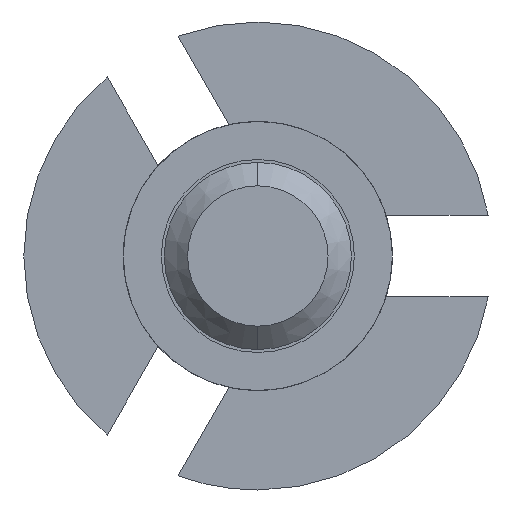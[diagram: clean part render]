
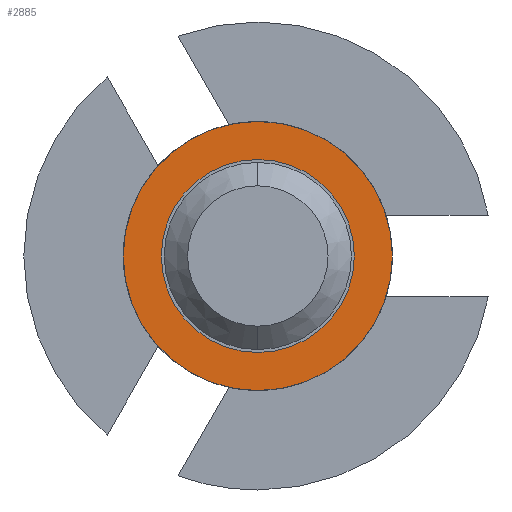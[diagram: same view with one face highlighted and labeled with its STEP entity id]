
A CAD part, front view. The second image highlights one B-rep face of the part: STEP entity #2885.
In plain terms, the highlighted planar face has unit normal (0, -1, 0).
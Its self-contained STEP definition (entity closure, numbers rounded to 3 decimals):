
#15 = DIRECTION ( 'NONE',  ( 0., 1., 0. ) ) ;
#75 = ORIENTED_EDGE ( 'NONE', *, *, #1512, .T. ) ;
#217 = DIRECTION ( 'NONE',  ( 0., 0., 1. ) ) ;
#275 = EDGE_LOOP ( 'NONE', ( #4042, #75 ) ) ;
#277 = CARTESIAN_POINT ( 'NONE',  ( 0., -1.5, 1.15 ) ) ;
#467 = VERTEX_POINT ( 'NONE', #4814 ) ;
#570 = ORIENTED_EDGE ( 'NONE', *, *, #3540, .F. ) ;
#579 = CIRCLE ( 'NONE', #4143, 1.15 ) ;
#636 = EDGE_CURVE ( 'Defeature ausgef�hrt1_8+Defeature ausgef�hrt1_14+Defeature ausgef�hrt1_14+Defeature ausgef�hrt1_14', #3813, #467, #4832, .T. ) ;
#664 = DIRECTION ( 'NONE',  ( 0., 1., 0. ) ) ;
#730 = CARTESIAN_POINT ( 'NONE',  ( 0., -1.5, 0. ) ) ;
#804 = DIRECTION ( 'NONE',  ( 0., 0., 1. ) ) ;
#1128 = FACE_BOUND ( 'NONE', #275, .T. ) ;
#1156 = PLANE ( 'NONE',  #1613 ) ;
#1433 = CARTESIAN_POINT ( 'NONE',  ( 0., -1.5, 0.825 ) ) ;
#1503 = DIRECTION ( 'NONE',  ( 0., 1., 0. ) ) ;
#1512 = EDGE_CURVE ( 'Defeature ausgef�hrt1_14+Defeature ausgef�hrt1_13+Defeature ausgef�hrt1_13+Defeature ausgef�hrt1_13', #1595, #2630, #3884, .T. ) ;
#1595 = VERTEX_POINT ( 'NONE', #2774 ) ;
#1613 = AXIS2_PLACEMENT_3D ( 'NONE', #5253, #15, #804 ) ;
#1620 = DIRECTION ( 'NONE',  ( 0., 0., 1. ) ) ;
#2140 = EDGE_LOOP ( 'NONE', ( #5161, #570 ) ) ;
#2146 = AXIS2_PLACEMENT_3D ( 'NONE', #3103, #1503, #1620 ) ;
#2328 = DIRECTION ( 'NONE',  ( 0., 0., 1. ) ) ;
#2353 = DIRECTION ( 'NONE',  ( 0., 1., 0. ) ) ;
#2543 = AXIS2_PLACEMENT_3D ( 'NONE', #5040, #2658, #217 ) ;
#2630 = VERTEX_POINT ( 'NONE', #1433 ) ;
#2647 = CIRCLE ( 'NONE', #2146, 0.825 ) ;
#2658 = DIRECTION ( 'NONE',  ( 0., 1., 0. ) ) ;
#2705 = AXIS2_PLACEMENT_3D ( 'NONE', #4662, #664, #3932 ) ;
#2774 = CARTESIAN_POINT ( 'NONE',  ( 0., -1.5, -0.825 ) ) ;
#2885 = ADVANCED_FACE ( 'Defeature ausgef�hrt1_14', ( #3211, #1128 ), #1156, .F. ) ;
#3103 = CARTESIAN_POINT ( 'NONE',  ( 0., -1.5, 0. ) ) ;
#3211 = FACE_OUTER_BOUND ( 'NONE', #2140, .T. ) ;
#3540 = EDGE_CURVE ( 'Defeature ausgef�hrt1_8+Defeature ausgef�hrt1_14+Defeature ausgef�hrt1_14+Defeature ausgef�hrt1_14', #467, #3813, #579, .T. ) ;
#3813 = VERTEX_POINT ( 'NONE', #277 ) ;
#3884 = CIRCLE ( 'NONE', #2705, 0.825 ) ;
#3932 = DIRECTION ( 'NONE',  ( 0., 0., 1. ) ) ;
#4042 = ORIENTED_EDGE ( 'NONE', *, *, #4923, .T. ) ;
#4143 = AXIS2_PLACEMENT_3D ( 'NONE', #730, #2353, #2328 ) ;
#4662 = CARTESIAN_POINT ( 'NONE',  ( 0., -1.5, 0. ) ) ;
#4814 = CARTESIAN_POINT ( 'NONE',  ( 0., -1.5, -1.15 ) ) ;
#4832 = CIRCLE ( 'NONE', #2543, 1.15 ) ;
#4923 = EDGE_CURVE ( 'Defeature ausgef�hrt1_14+Defeature ausgef�hrt1_13+Defeature ausgef�hrt1_13+Defeature ausgef�hrt1_13', #2630, #1595, #2647, .T. ) ;
#5040 = CARTESIAN_POINT ( 'NONE',  ( 0., -1.5, 0. ) ) ;
#5161 = ORIENTED_EDGE ( 'NONE', *, *, #636, .F. ) ;
#5253 = CARTESIAN_POINT ( 'NONE',  ( 0.825, -1.5, 0. ) ) ;
